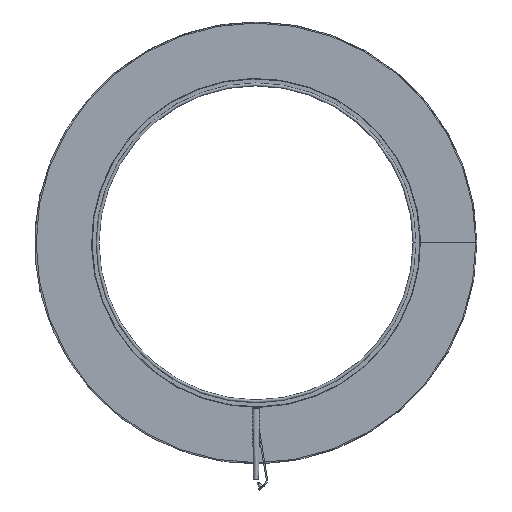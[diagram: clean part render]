
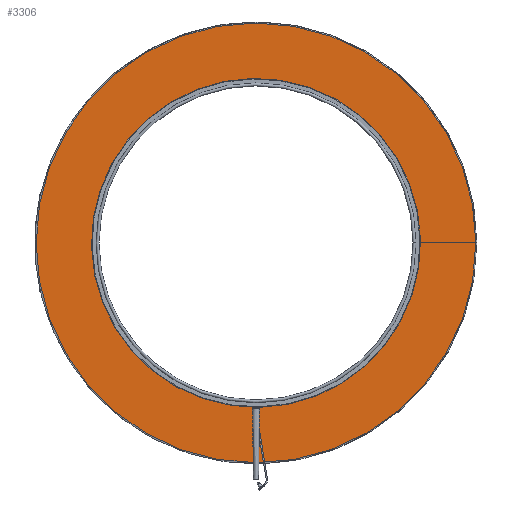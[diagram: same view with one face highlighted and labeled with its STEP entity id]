
A CAD part, front view. The second image highlights one B-rep face of the part: STEP entity #3306.
In plain terms, the highlighted planar face has unit normal (0, -1, 0).
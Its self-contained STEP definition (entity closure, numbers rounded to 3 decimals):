
#195=PLANE('',#3619);
#334=FACE_OUTER_BOUND('',#552,.T.);
#552=EDGE_LOOP('',(#2453,#2454,#2455,#2456));
#788=LINE('',#5376,#1008);
#849=LINE('',#5555,#1069);
#1008=VECTOR('',#4048,55.);
#1069=VECTOR('',#4233,55.);
#1271=CIRCLE('',#3618,161.5);
#1272=CIRCLE('',#3620,216.5);
#1445=VERTEX_POINT('',#5368);
#1447=VERTEX_POINT('',#5374);
#1501=VERTEX_POINT('',#5547);
#1503=VERTEX_POINT('',#5553);
#1743=EDGE_CURVE('',#1445,#1447,#788,.T.);
#1834=EDGE_CURVE('',#1503,#1501,#849,.T.);
#1878=EDGE_CURVE('',#1503,#1445,#1271,.T.);
#1879=EDGE_CURVE('',#1501,#1447,#1272,.T.);
#2453=ORIENTED_EDGE('',*,*,#1743,.T.);
#2454=ORIENTED_EDGE('',*,*,#1879,.F.);
#2455=ORIENTED_EDGE('',*,*,#1834,.F.);
#2456=ORIENTED_EDGE('',*,*,#1878,.T.);
#3306=ADVANCED_FACE('',(#334),#195,.T.);
#3618=AXIS2_PLACEMENT_3D('',#5641,#4342,#4343);
#3619=AXIS2_PLACEMENT_3D('',#5642,#4344,#4345);
#3620=AXIS2_PLACEMENT_3D('',#5643,#4346,#4347);
#4048=DIRECTION('',(1.,0.,0.002));
#4233=DIRECTION('',(1.,0.,0.));
#4342=DIRECTION('center_axis',(0.,1.,0.));
#4343=DIRECTION('ref_axis',(1.,0.,0.));
#4344=DIRECTION('center_axis',(0.,-1.,0.));
#4345=DIRECTION('ref_axis',(0.,0.,-1.));
#4346=DIRECTION('center_axis',(0.,1.,0.));
#4347=DIRECTION('ref_axis',(1.,0.,0.));
#5368=CARTESIAN_POINT('',(161.5,63.5,0.282));
#5374=CARTESIAN_POINT('',(216.5,63.5,0.378));
#5376=CARTESIAN_POINT('',(161.5,63.5,0.282));
#5547=CARTESIAN_POINT('',(216.5,63.5,0.));
#5553=CARTESIAN_POINT('',(161.5,63.5,0.));
#5555=CARTESIAN_POINT('',(161.5,63.5,0.));
#5641=CARTESIAN_POINT('Origin',(0.,63.5,0.));
#5642=CARTESIAN_POINT('Origin',(161.5,63.5,0.282));
#5643=CARTESIAN_POINT('Origin',(0.,63.5,0.));
